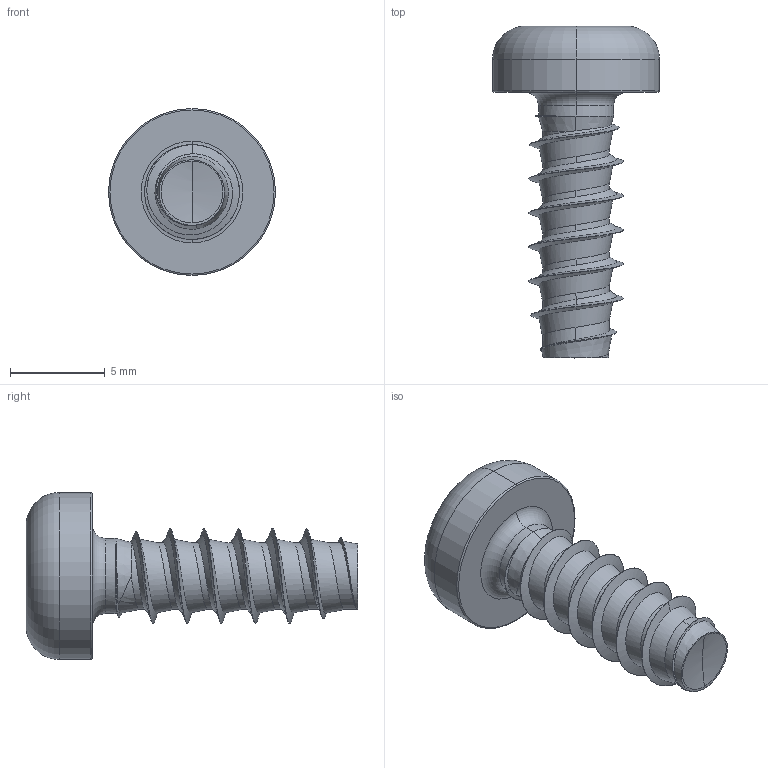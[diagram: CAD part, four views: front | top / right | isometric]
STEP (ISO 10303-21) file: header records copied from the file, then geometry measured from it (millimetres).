
FILE_DESCRIPTION (( 'STEP AP203' ), '1' );
FILE_NAME ('STP390500140.STEP', '2017-08-15T19:50:28', ( '' ), ( '' ), 'SwSTEP 2.0', 'SolidWorks 2015', '' );
FILE_SCHEMA (( 'CONFIG_CONTROL_DESIGN' ));
Length unit declared in the file: millimetre
Products named in the file (1): STP390500140
Bounding box: 8.8 x 17.49 x 8.8 mm (x, y, z)
Volume: 330.5 mm3; surface area: 461.4 mm2
Topology: 1 solids, 1 shells, 95 faces, 232 edges, 139 vertices
Faces by surface type: cylinder 38, bspline 35, cone 10, torus 6, sphere 4, plane 2
Entity records: 16046 total; most frequent: CARTESIAN_POINT 14091, ORIENTED_EDGE 460, DIRECTION 296, EDGE_CURVE 230, VERTEX_POINT 139, AXIS2_PLACEMENT_3D 122, B_SPLINE_CURVE_WITH_KNOTS 103, EDGE_LOOP 97
